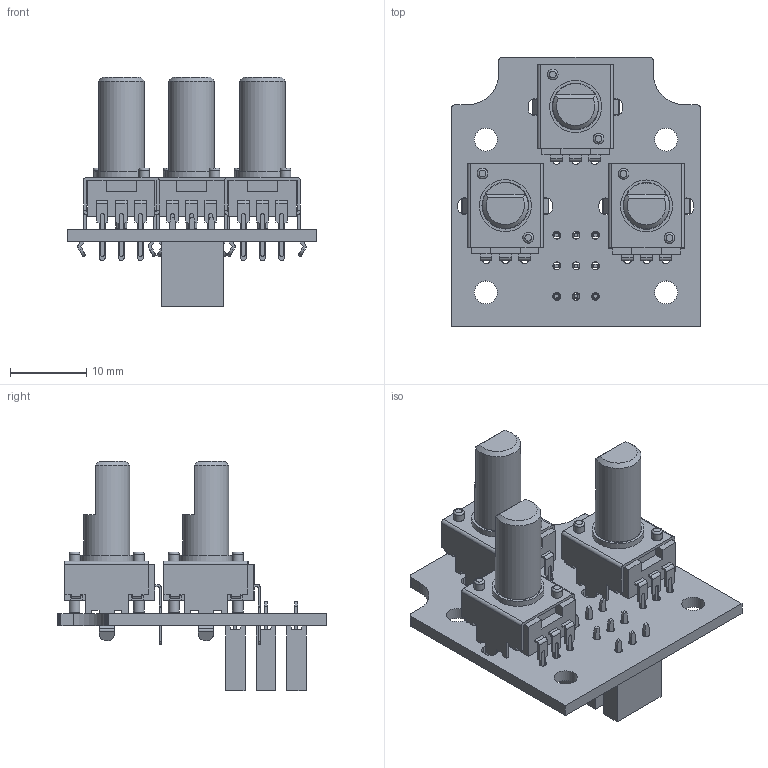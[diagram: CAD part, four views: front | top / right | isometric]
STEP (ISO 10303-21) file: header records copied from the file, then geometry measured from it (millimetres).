
FILE_DESCRIPTION(('FreeCAD Model'),'2;1');
FILE_NAME('Open CASCADE Shape Model','2021-09-20T19:09:39',(''),(''), 'Open CASCADE STEP processor 7.5','FreeCAD','Unknown');
FILE_SCHEMA(('AUTOMOTIVE_DESIGN { 1 0 10303 214 1 1 1 1 }'));
Length unit declared in the file: millimetre
Products named in the file (14): PotBoard; Board_Geoms_873f; Pcb_873f; Step_Models_873f; Top_873f; RV3_ptv09a-4x20f-xxxx_6149A4B8; PTV09A-4X20F-XXXCX; PTV09A-4X20F-XXXCX001; Bot_873f; J3_C031LFBN-RC_61255B4B; _ _ _C031LFBN-RC; _ _ _C031LFBN-RC001; _ _ _C031LFBN-RC002; _ _ _C031LFBN-RC003
Assembly tree (17 placements, depth 5):
  PotBoard
    Board_Geoms_873f
      Pcb_873f
    Step_Models_873f
      Top_873f
        RV3_ptv09a-4x20f-xxxx_6149A4B8  x3
          PTV09A-4X20F-XXXCX
          PTV09A-4X20F-XXXCX001
      Bot_873f
        J3_C031LFBN-RC_61255B4B  x3
          _ _ _C031LFBN-RC
          _ _ _C031LFBN-RC001
          _ _ _C031LFBN-RC002
          _ _ _C031LFBN-RC003
Bounding box: 32.7 x 35.3 x 30.05 mm (x, y, z)
Volume: 4337.3 mm3; surface area: 7987.5 mm2
Topology: 19 solids, 25 shells, 1211 faces, 3267 edges, 2175 vertices
Faces by surface type: plane 892, cylinder 288, extrusion 16, torus 12, cone 3
Full cylindrical faces by diameter (mm): 1 x9, 1.016 x9, 1.16 x3, 1.2 x3, 1.3 x6, 1.4 x12, 3 x4, 4.479 x3, 6 x3, 6.1 x3, 6.12 x3, 6.8 x3, 8.2 x3
Entity records: 15078 total; most frequent: CARTESIAN_POINT 2791, ORIENTED_EDGE 2514, DIRECTION 2407, EDGE_CURVE 1257, VECTOR 951, LINE 935, VERTEX_POINT 837, AXIS2_PLACEMENT_3D 728
